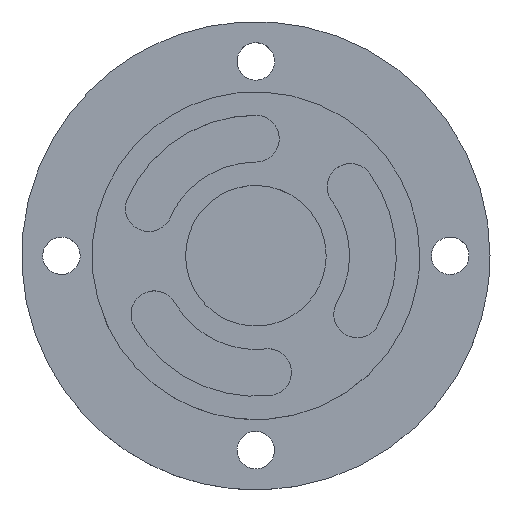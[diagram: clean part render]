
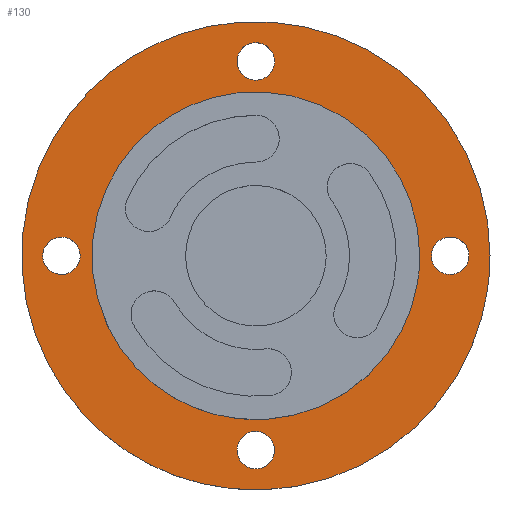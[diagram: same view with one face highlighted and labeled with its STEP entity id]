
A CAD part, top view. The second image highlights one B-rep face of the part: STEP entity #130.
In plain terms, the highlighted free-form (B-spline) face has degree [1, 1] with [2, 2] control points.
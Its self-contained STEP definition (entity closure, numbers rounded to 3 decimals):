
#34 = VERTEX_POINT('',#35);
#35 = CARTESIAN_POINT('',(58.039,0.,5.804));
#40 = EDGE_CURVE('',#34,#34,#41,.T.);
#41 = ( BOUNDED_CURVE() B_SPLINE_CURVE(2,(#42,#43,#44,#45,#46,#47,#48),
.UNSPECIFIED.,.T.,.F.) B_SPLINE_CURVE_WITH_KNOTS((1,2,2,2,2,1),(
    -2.094,0.,2.094,4.189,6.283,
8.378),.UNSPECIFIED.) CURVE() GEOMETRIC_REPRESENTATION_ITEM() 
RATIONAL_B_SPLINE_CURVE((1.,0.5,1.,0.5,1.,0.5,1.)) REPRESENTATION_ITEM(
  '') );
#42 = CARTESIAN_POINT('',(58.039,0.,5.804));
#43 = CARTESIAN_POINT('',(58.039,100.527,5.804
    ));
#44 = CARTESIAN_POINT('',(-29.02,50.263,5.804
    ));
#45 = CARTESIAN_POINT('',(-116.078,0.,
    5.804));
#46 = CARTESIAN_POINT('',(-29.02,-50.263,5.804
    ));
#47 = CARTESIAN_POINT('',(58.039,-100.527,5.804
    ));
#48 = CARTESIAN_POINT('',(58.039,0.,5.804));
#130 = ADVANCED_FACE('',(#131,#134,#148,#162,#176,#190),#204,.T.);
#131 = FACE_BOUND('',#132,.T.);
#132 = EDGE_LOOP('',(#133));
#133 = ORIENTED_EDGE('',*,*,#40,.T.);
#134 = FACE_BOUND('',#135,.T.);
#135 = EDGE_LOOP('',(#136));
#136 = ORIENTED_EDGE('',*,*,#137,.F.);
#137 = EDGE_CURVE('',#138,#138,#140,.T.);
#138 = VERTEX_POINT('',#139);
#139 = CARTESIAN_POINT('',(-4.643,-48.173,
    5.804));
#140 = ( BOUNDED_CURVE() B_SPLINE_CURVE(2,(#141,#142,#143,#144,#145,#146
,#147),.UNSPECIFIED.,.T.,.F.) B_SPLINE_CURVE_WITH_KNOTS((1,2,2,2,2,1),(
    -2.094,0.,2.094,4.189,6.283,
8.378),.UNSPECIFIED.) CURVE() GEOMETRIC_REPRESENTATION_ITEM() 
RATIONAL_B_SPLINE_CURVE((1.,0.5,1.,0.5,1.,0.5,1.)) REPRESENTATION_ITEM(
  '') );
#141 = CARTESIAN_POINT('',(-4.643,-48.173,
    5.804));
#142 = CARTESIAN_POINT('',(-4.643,-56.215,
    5.804));
#143 = CARTESIAN_POINT('',(2.322,-52.194,5.804
    ));
#144 = CARTESIAN_POINT('',(9.286,-48.173,5.804
    ));
#145 = CARTESIAN_POINT('',(2.322,-44.151,5.804
    ));
#146 = CARTESIAN_POINT('',(-4.643,-40.13,
    5.804));
#147 = CARTESIAN_POINT('',(-4.643,-48.173,
    5.804));
#148 = FACE_BOUND('',#149,.T.);
#149 = EDGE_LOOP('',(#150));
#150 = ORIENTED_EDGE('',*,*,#151,.F.);
#151 = EDGE_CURVE('',#152,#152,#154,.T.);
#152 = VERTEX_POINT('',#153);
#153 = CARTESIAN_POINT('',(48.173,-4.643,
    5.804));
#154 = ( BOUNDED_CURVE() B_SPLINE_CURVE(2,(#155,#156,#157,#158,#159,#160
,#161),.UNSPECIFIED.,.T.,.F.) B_SPLINE_CURVE_WITH_KNOTS((1,2,2,2,2,1),(
    -2.094,0.,2.094,4.189,6.283,
8.378),.UNSPECIFIED.) CURVE() GEOMETRIC_REPRESENTATION_ITEM() 
RATIONAL_B_SPLINE_CURVE((1.,0.5,1.,0.5,1.,0.5,1.)) REPRESENTATION_ITEM(
  '') );
#155 = CARTESIAN_POINT('',(48.173,-4.643,
    5.804));
#156 = CARTESIAN_POINT('',(56.215,-4.643,
    5.804));
#157 = CARTESIAN_POINT('',(52.194,2.322,5.804
    ));
#158 = CARTESIAN_POINT('',(48.173,9.286,5.804
    ));
#159 = CARTESIAN_POINT('',(44.151,2.322,5.804
    ));
#160 = CARTESIAN_POINT('',(40.13,-4.643,
    5.804));
#161 = CARTESIAN_POINT('',(48.173,-4.643,
    5.804));
#162 = FACE_BOUND('',#163,.T.);
#163 = EDGE_LOOP('',(#164));
#164 = ORIENTED_EDGE('',*,*,#165,.F.);
#165 = EDGE_CURVE('',#166,#166,#168,.T.);
#166 = VERTEX_POINT('',#167);
#167 = CARTESIAN_POINT('',(-48.173,4.643,5.804
    ));
#168 = ( BOUNDED_CURVE() B_SPLINE_CURVE(2,(#169,#170,#171,#172,#173,#174
,#175),.UNSPECIFIED.,.T.,.F.) B_SPLINE_CURVE_WITH_KNOTS((1,2,2,2,2,1),(
    -2.094,0.,2.094,4.189,6.283,
8.378),.UNSPECIFIED.) CURVE() GEOMETRIC_REPRESENTATION_ITEM() 
RATIONAL_B_SPLINE_CURVE((1.,0.5,1.,0.5,1.,0.5,1.)) REPRESENTATION_ITEM(
  '') );
#169 = CARTESIAN_POINT('',(-48.173,4.643,5.804
    ));
#170 = CARTESIAN_POINT('',(-56.215,4.643,5.804
    ));
#171 = CARTESIAN_POINT('',(-52.194,-2.322,
    5.804));
#172 = CARTESIAN_POINT('',(-48.173,-9.286,
    5.804));
#173 = CARTESIAN_POINT('',(-44.151,-2.322,
    5.804));
#174 = CARTESIAN_POINT('',(-40.13,4.643,5.804
    ));
#175 = CARTESIAN_POINT('',(-48.173,4.643,5.804
    ));
#176 = FACE_BOUND('',#177,.T.);
#177 = EDGE_LOOP('',(#178));
#178 = ORIENTED_EDGE('',*,*,#179,.F.);
#179 = EDGE_CURVE('',#180,#180,#182,.T.);
#180 = VERTEX_POINT('',#181);
#181 = CARTESIAN_POINT('',(40.627,0.,5.804));
#182 = ( BOUNDED_CURVE() B_SPLINE_CURVE(2,(#183,#184,#185,#186,#187,#188
,#189),.UNSPECIFIED.,.T.,.F.) B_SPLINE_CURVE_WITH_KNOTS((1,2,2,2,2,1),(
    -2.094,0.,2.094,4.189,6.283,
8.378),.UNSPECIFIED.) CURVE() GEOMETRIC_REPRESENTATION_ITEM() 
RATIONAL_B_SPLINE_CURVE((1.,0.5,1.,0.5,1.,0.5,1.)) REPRESENTATION_ITEM(
  '') );
#183 = CARTESIAN_POINT('',(40.627,0.,5.804));
#184 = CARTESIAN_POINT('',(40.627,70.369,
    5.804));
#185 = CARTESIAN_POINT('',(-20.314,35.184,5.804)
  );
#186 = CARTESIAN_POINT('',(-81.255,0.,
    5.804));
#187 = CARTESIAN_POINT('',(-20.314,-35.184,5.804
    ));
#188 = CARTESIAN_POINT('',(40.627,-70.369,
    5.804));
#189 = CARTESIAN_POINT('',(40.627,0.,5.804));
#190 = FACE_BOUND('',#191,.T.);
#191 = EDGE_LOOP('',(#192));
#192 = ORIENTED_EDGE('',*,*,#193,.F.);
#193 = EDGE_CURVE('',#194,#194,#196,.T.);
#194 = VERTEX_POINT('',#195);
#195 = CARTESIAN_POINT('',(4.643,48.173,5.804
    ));
#196 = ( BOUNDED_CURVE() B_SPLINE_CURVE(2,(#197,#198,#199,#200,#201,#202
,#203),.UNSPECIFIED.,.T.,.F.) B_SPLINE_CURVE_WITH_KNOTS((1,2,2,2,2,1),(
    -2.094,0.,2.094,4.189,6.283,
8.378),.UNSPECIFIED.) CURVE() GEOMETRIC_REPRESENTATION_ITEM() 
RATIONAL_B_SPLINE_CURVE((1.,0.5,1.,0.5,1.,0.5,1.)) REPRESENTATION_ITEM(
  '') );
#197 = CARTESIAN_POINT('',(4.643,48.173,5.804
    ));
#198 = CARTESIAN_POINT('',(4.643,56.215,5.804
    ));
#199 = CARTESIAN_POINT('',(-2.322,52.194,
    5.804));
#200 = CARTESIAN_POINT('',(-9.286,48.173,
    5.804));
#201 = CARTESIAN_POINT('',(-2.322,44.151,
    5.804));
#202 = CARTESIAN_POINT('',(4.643,40.13,5.804
    ));
#203 = CARTESIAN_POINT('',(4.643,48.173,5.804
    ));
#204 = B_SPLINE_SURFACE_WITH_KNOTS('',1,1,(
    (#205,#206)
    ,(#207,#208
    )),.UNSPECIFIED.,.F.,.F.,.F.,(2,2),(2,2),(-50.,50.),(-50.,50.),
  .PIECEWISE_BEZIER_KNOTS.);
#205 = CARTESIAN_POINT('',(-58.039,-58.039,
    5.804));
#206 = CARTESIAN_POINT('',(-58.039,58.039,
    5.804));
#207 = CARTESIAN_POINT('',(58.039,-58.039,
    5.804));
#208 = CARTESIAN_POINT('',(58.039,58.039,
    5.804));
